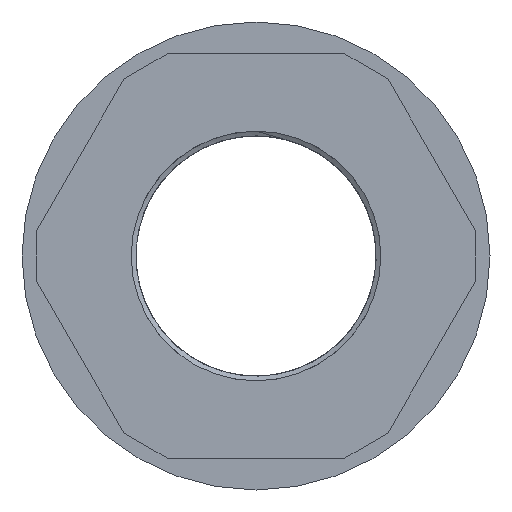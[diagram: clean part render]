
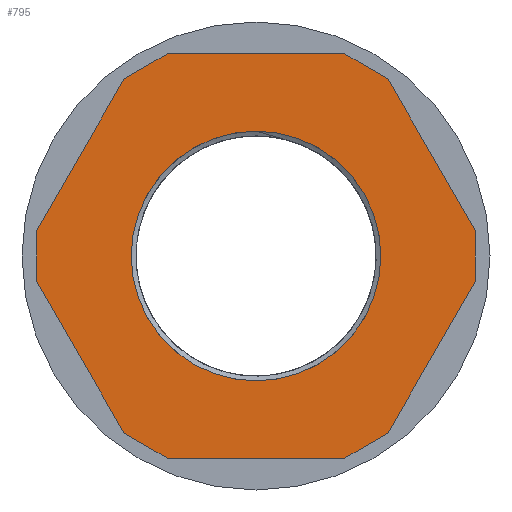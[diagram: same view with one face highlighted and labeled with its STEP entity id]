
A CAD part, left-side view. The second image highlights one B-rep face of the part: STEP entity #795.
In plain terms, the highlighted planar face has unit normal (-1, 0, 0).
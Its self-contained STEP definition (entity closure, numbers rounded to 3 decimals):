
#21=FACE_BOUND('',#314,.T.);
#44=PLANE('',#881);
#52=LINE('',#2255,#108);
#55=LINE('',#2266,#111);
#59=LINE('',#2278,#115);
#63=LINE('',#2290,#119);
#67=LINE('',#2302,#123);
#71=LINE('',#2314,#127);
#75=LINE('',#2326,#131);
#79=LINE('',#2338,#135);
#83=LINE('',#2350,#139);
#87=LINE('',#2362,#143);
#91=LINE('',#2374,#147);
#94=LINE('',#2383,#150);
#108=VECTOR('',#908,10.);
#111=VECTOR('',#919,10.);
#115=VECTOR('',#931,10.);
#119=VECTOR('',#943,10.);
#123=VECTOR('',#955,10.);
#127=VECTOR('',#967,10.);
#131=VECTOR('',#979,10.);
#135=VECTOR('',#991,10.);
#139=VECTOR('',#1003,10.);
#143=VECTOR('',#1015,10.);
#147=VECTOR('',#1027,10.);
#150=VECTOR('',#1038,10.);
#160=CIRCLE('',#811,0.1);
#162=CIRCLE('',#815,0.1);
#164=CIRCLE('',#819,0.1);
#166=CIRCLE('',#823,0.1);
#168=CIRCLE('',#827,0.1);
#170=CIRCLE('',#831,0.1);
#172=CIRCLE('',#835,0.1);
#174=CIRCLE('',#839,0.1);
#176=CIRCLE('',#843,0.1);
#178=CIRCLE('',#847,0.1);
#180=CIRCLE('',#851,0.1);
#182=CIRCLE('',#855,0.1);
#188=CIRCLE('',#869,20.021);
#261=FACE_OUTER_BOUND('',#313,.T.);
#313=EDGE_LOOP('',(#690,#691,#692,#693,#694,#695,#696,#697,#698,#699,#700,
#701,#702,#703,#704,#705,#706,#707,#708,#709,#710,#711,#712,#713));
#314=EDGE_LOOP('',(#714));
#346=VERTEX_POINT('',#2242);
#347=VERTEX_POINT('',#2243);
#351=VERTEX_POINT('',#2253);
#352=VERTEX_POINT('',#2257);
#353=VERTEX_POINT('',#2258);
#356=VERTEX_POINT('',#2269);
#357=VERTEX_POINT('',#2270);
#360=VERTEX_POINT('',#2281);
#361=VERTEX_POINT('',#2282);
#364=VERTEX_POINT('',#2293);
#365=VERTEX_POINT('',#2294);
#368=VERTEX_POINT('',#2305);
#369=VERTEX_POINT('',#2306);
#372=VERTEX_POINT('',#2317);
#373=VERTEX_POINT('',#2318);
#376=VERTEX_POINT('',#2329);
#377=VERTEX_POINT('',#2330);
#380=VERTEX_POINT('',#2341);
#381=VERTEX_POINT('',#2342);
#384=VERTEX_POINT('',#2353);
#385=VERTEX_POINT('',#2354);
#388=VERTEX_POINT('',#2365);
#389=VERTEX_POINT('',#2366);
#392=VERTEX_POINT('',#2377);
#408=VERTEX_POINT('',#4811);
#424=EDGE_CURVE('',#346,#347,#160,.T.);
#430=EDGE_CURVE('',#346,#351,#52,.T.);
#431=EDGE_CURVE('',#352,#353,#162,.T.);
#435=EDGE_CURVE('',#352,#347,#55,.T.);
#437=EDGE_CURVE('',#356,#357,#164,.T.);
#441=EDGE_CURVE('',#356,#353,#59,.T.);
#443=EDGE_CURVE('',#360,#361,#166,.T.);
#447=EDGE_CURVE('',#360,#357,#63,.T.);
#449=EDGE_CURVE('',#364,#365,#168,.T.);
#453=EDGE_CURVE('',#364,#361,#67,.T.);
#455=EDGE_CURVE('',#368,#369,#170,.T.);
#459=EDGE_CURVE('',#368,#365,#71,.T.);
#461=EDGE_CURVE('',#372,#373,#172,.T.);
#465=EDGE_CURVE('',#372,#369,#75,.T.);
#467=EDGE_CURVE('',#376,#377,#174,.T.);
#471=EDGE_CURVE('',#376,#373,#79,.T.);
#473=EDGE_CURVE('',#380,#381,#176,.T.);
#477=EDGE_CURVE('',#380,#377,#83,.T.);
#479=EDGE_CURVE('',#384,#385,#178,.T.);
#483=EDGE_CURVE('',#384,#381,#87,.T.);
#485=EDGE_CURVE('',#388,#389,#180,.T.);
#489=EDGE_CURVE('',#388,#385,#91,.T.);
#491=EDGE_CURVE('',#392,#351,#182,.T.);
#494=EDGE_CURVE('',#392,#389,#94,.T.);
#518=EDGE_CURVE('',#408,#408,#188,.T.);
#690=ORIENTED_EDGE('',*,*,#424,.F.);
#691=ORIENTED_EDGE('',*,*,#430,.T.);
#692=ORIENTED_EDGE('',*,*,#491,.F.);
#693=ORIENTED_EDGE('',*,*,#494,.T.);
#694=ORIENTED_EDGE('',*,*,#485,.F.);
#695=ORIENTED_EDGE('',*,*,#489,.T.);
#696=ORIENTED_EDGE('',*,*,#479,.F.);
#697=ORIENTED_EDGE('',*,*,#483,.T.);
#698=ORIENTED_EDGE('',*,*,#473,.F.);
#699=ORIENTED_EDGE('',*,*,#477,.T.);
#700=ORIENTED_EDGE('',*,*,#467,.F.);
#701=ORIENTED_EDGE('',*,*,#471,.T.);
#702=ORIENTED_EDGE('',*,*,#461,.F.);
#703=ORIENTED_EDGE('',*,*,#465,.T.);
#704=ORIENTED_EDGE('',*,*,#455,.F.);
#705=ORIENTED_EDGE('',*,*,#459,.T.);
#706=ORIENTED_EDGE('',*,*,#449,.F.);
#707=ORIENTED_EDGE('',*,*,#453,.T.);
#708=ORIENTED_EDGE('',*,*,#443,.F.);
#709=ORIENTED_EDGE('',*,*,#447,.T.);
#710=ORIENTED_EDGE('',*,*,#437,.F.);
#711=ORIENTED_EDGE('',*,*,#441,.T.);
#712=ORIENTED_EDGE('',*,*,#431,.F.);
#713=ORIENTED_EDGE('',*,*,#435,.T.);
#714=ORIENTED_EDGE('',*,*,#518,.T.);
#795=ADVANCED_FACE('',(#261,#21),#44,.T.);
#811=AXIS2_PLACEMENT_3D('',#2244,#898,#899);
#815=AXIS2_PLACEMENT_3D('',#2259,#911,#912);
#819=AXIS2_PLACEMENT_3D('',#2271,#923,#924);
#823=AXIS2_PLACEMENT_3D('',#2283,#935,#936);
#827=AXIS2_PLACEMENT_3D('',#2295,#947,#948);
#831=AXIS2_PLACEMENT_3D('',#2307,#959,#960);
#835=AXIS2_PLACEMENT_3D('',#2319,#971,#972);
#839=AXIS2_PLACEMENT_3D('',#2331,#983,#984);
#843=AXIS2_PLACEMENT_3D('',#2343,#995,#996);
#847=AXIS2_PLACEMENT_3D('',#2355,#1007,#1008);
#851=AXIS2_PLACEMENT_3D('',#2367,#1019,#1020);
#855=AXIS2_PLACEMENT_3D('',#2378,#1031,#1032);
#869=AXIS2_PLACEMENT_3D('',#4812,#1069,#1070);
#881=AXIS2_PLACEMENT_3D('',#4829,#1093,#1094);
#898=DIRECTION('center_axis',(1.,0.,0.));
#899=DIRECTION('ref_axis',(0.,-0.259,0.966));
#908=DIRECTION('',(0.,1.,0.));
#911=DIRECTION('center_axis',(1.,0.,0.));
#912=DIRECTION('ref_axis',(0.,-0.707,0.707));
#919=DIRECTION('',(0.,0.866,0.5));
#923=DIRECTION('center_axis',(1.,0.,0.));
#924=DIRECTION('ref_axis',(0.,-0.966,0.259));
#931=DIRECTION('',(0.,0.5,0.866));
#935=DIRECTION('center_axis',(1.,0.,0.));
#936=DIRECTION('ref_axis',(0.,-0.966,-0.259));
#943=DIRECTION('',(0.,0.,1.));
#947=DIRECTION('center_axis',(1.,0.,0.));
#948=DIRECTION('ref_axis',(0.,-0.707,-0.707));
#955=DIRECTION('',(0.,-0.5,0.866));
#959=DIRECTION('center_axis',(1.,0.,0.));
#960=DIRECTION('ref_axis',(0.,-0.259,-0.966));
#967=DIRECTION('',(0.,-0.866,0.5));
#971=DIRECTION('center_axis',(1.,0.,0.));
#972=DIRECTION('ref_axis',(0.,0.259,-0.966));
#979=DIRECTION('',(0.,-1.,0.));
#983=DIRECTION('center_axis',(1.,0.,0.));
#984=DIRECTION('ref_axis',(0.,0.707,-0.707));
#991=DIRECTION('',(0.,-0.866,-0.5));
#995=DIRECTION('center_axis',(1.,0.,0.));
#996=DIRECTION('ref_axis',(0.,0.966,-0.259));
#1003=DIRECTION('',(0.,-0.5,-0.866));
#1007=DIRECTION('center_axis',(1.,0.,0.));
#1008=DIRECTION('ref_axis',(0.,0.966,0.259));
#1015=DIRECTION('',(0.,0.,-1.));
#1019=DIRECTION('center_axis',(1.,0.,0.));
#1020=DIRECTION('ref_axis',(0.,0.707,0.707));
#1027=DIRECTION('',(0.,0.5,-0.866));
#1031=DIRECTION('center_axis',(1.,0.,0.));
#1032=DIRECTION('ref_axis',(0.,0.259,0.966));
#1038=DIRECTION('',(0.,0.866,-0.5));
#1069=DIRECTION('center_axis',(1.,0.,0.));
#1070=DIRECTION('ref_axis',(0.,0.,-1.));
#1093=DIRECTION('center_axis',(-1.,0.,0.));
#1094=DIRECTION('ref_axis',(0.,0.,1.));
#2242=CARTESIAN_POINT('',(-22.,-14.031,32.5));
#2243=CARTESIAN_POINT('',(-22.,-14.081,32.487));
#2244=CARTESIAN_POINT('Origin',(-22.,-14.031,32.4));
#2253=CARTESIAN_POINT('',(-22.,14.031,32.5));
#2255=CARTESIAN_POINT('',(-22.,10.676,32.5));
#2257=CARTESIAN_POINT('',(-22.,-21.094,28.438));
#2258=CARTESIAN_POINT('',(-22.,-21.13,28.401));
#2259=CARTESIAN_POINT('Origin',(-22.,-21.044,28.351));
#2266=CARTESIAN_POINT('',(-22.,-6.073,37.11));
#2269=CARTESIAN_POINT('',(-22.,-35.161,4.099));
#2270=CARTESIAN_POINT('',(-22.,-35.175,4.049));
#2271=CARTESIAN_POINT('Origin',(-22.,-35.075,4.049));
#2278=CARTESIAN_POINT('',(-22.,-27.234,17.829));
#2281=CARTESIAN_POINT('',(-22.,-35.175,-4.049));
#2282=CARTESIAN_POINT('',(-22.,-35.161,-4.099));
#2283=CARTESIAN_POINT('Origin',(-22.,-35.075,-4.049));
#2290=CARTESIAN_POINT('',(-22.,-35.175,-2.038));
#2293=CARTESIAN_POINT('',(-22.,-21.13,-28.401));
#2294=CARTESIAN_POINT('',(-22.,-21.094,-28.438));
#2295=CARTESIAN_POINT('Origin',(-22.,-21.044,-28.351));
#2302=CARTESIAN_POINT('',(-22.,-20.205,-30.004));
#2305=CARTESIAN_POINT('',(-22.,-14.081,-32.487));
#2306=CARTESIAN_POINT('',(-22.,-14.031,-32.5));
#2307=CARTESIAN_POINT('Origin',(-22.,-14.031,-32.4));
#2314=CARTESIAN_POINT('',(-22.,-2.544,-39.148));
#2317=CARTESIAN_POINT('',(-22.,14.031,-32.5));
#2318=CARTESIAN_POINT('',(-22.,14.081,-32.487));
#2319=CARTESIAN_POINT('Origin',(-22.,14.031,-32.4));
#2326=CARTESIAN_POINT('',(-22.,24.734,-32.5));
#2329=CARTESIAN_POINT('',(-22.,21.094,-28.438));
#2330=CARTESIAN_POINT('',(-22.,21.13,-28.401));
#2331=CARTESIAN_POINT('Origin',(-22.,21.044,-28.351));
#2338=CARTESIAN_POINT('',(-22.,32.631,-21.777));
#2341=CARTESIAN_POINT('',(-22.,35.161,-4.099));
#2342=CARTESIAN_POINT('',(-22.,35.175,-4.049));
#2343=CARTESIAN_POINT('Origin',(-22.,35.075,-4.049));
#2350=CARTESIAN_POINT('',(-22.,36.086,-2.496));
#2353=CARTESIAN_POINT('',(-22.,35.175,4.049));
#2354=CARTESIAN_POINT('',(-22.,35.161,4.099));
#2355=CARTESIAN_POINT('Origin',(-22.,35.075,4.049));
#2362=CARTESIAN_POINT('',(-22.,35.175,2.038));
#2365=CARTESIAN_POINT('',(-22.,21.13,28.401));
#2366=CARTESIAN_POINT('',(-22.,21.094,28.438));
#2367=CARTESIAN_POINT('Origin',(-22.,21.044,28.351));
#2374=CARTESIAN_POINT('',(-22.,29.058,14.671));
#2377=CARTESIAN_POINT('',(-22.,14.081,32.487));
#2378=CARTESIAN_POINT('Origin',(-22.,14.031,32.4));
#2383=CARTESIAN_POINT('',(-22.,29.101,23.815));
#4811=CARTESIAN_POINT('',(-22.,20.021,0.));
#4812=CARTESIAN_POINT('Origin',(-22.,0.,0.));
#4829=CARTESIAN_POINT('Origin',(-22.,35.41,0.));
